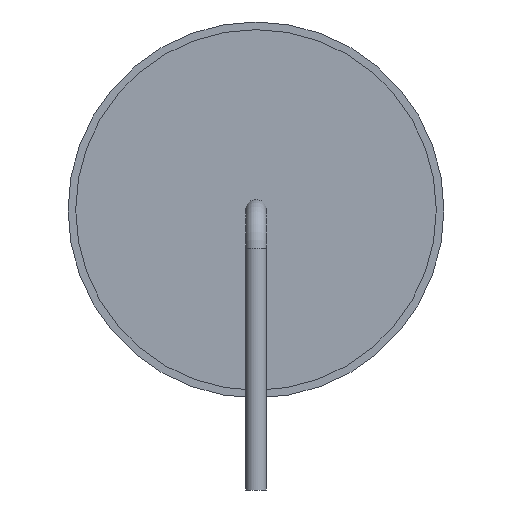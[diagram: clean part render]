
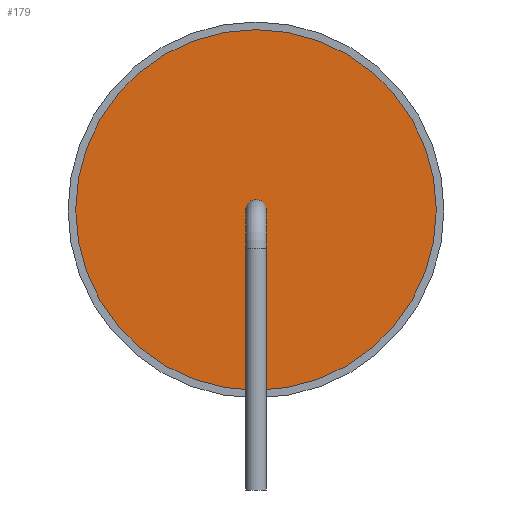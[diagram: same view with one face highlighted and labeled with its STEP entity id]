
A CAD part, left-side view. The second image highlights one B-rep face of the part: STEP entity #179.
In plain terms, the highlighted planar face has unit normal (-1, 0, 0).
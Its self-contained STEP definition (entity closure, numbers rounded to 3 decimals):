
#29=PLANE($,#219);
#57=FACE_OUTER_BOUND($,#85,.T.);
#85=EDGE_LOOP($,(#155));
#99=CIRCLE($,#217,7.05);
#113=VERTEX_POINT($,#325);
#127=EDGE_CURVE($,#113,#113,#99,.T.);
#155=ORIENTED_EDGE($,*,*,#127,.T.);
#179=ADVANCED_FACE($,(#57),#29,.T.);
#217=AXIS2_PLACEMENT_3D($,#326,#277,#278);
#219=AXIS2_PLACEMENT_3D($,#329,#281,#282);
#277=DIRECTION('center_axis',(-1.,0.,0.));
#278=DIRECTION('ref_axis',(0.,1.,0.));
#281=DIRECTION('center_axis',(-1.,0.,0.));
#282=DIRECTION('ref_axis',(0.,-1.,0.));
#325=CARTESIAN_POINT('',(-21.15,7.05,7.35));
#326=CARTESIAN_POINT('Origin',(-21.15,0.,7.35));
#329=CARTESIAN_POINT('Origin',(-21.15,0.,7.35));
